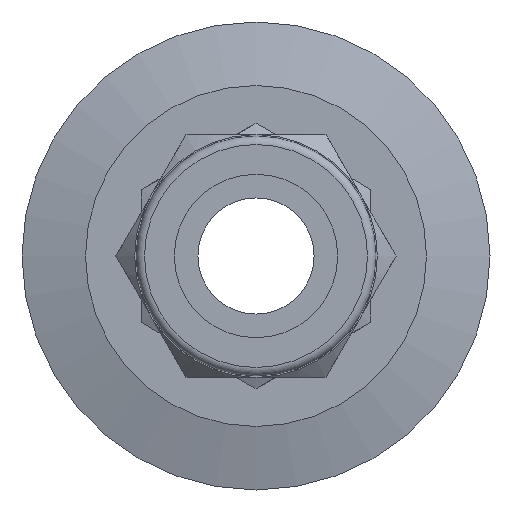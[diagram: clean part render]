
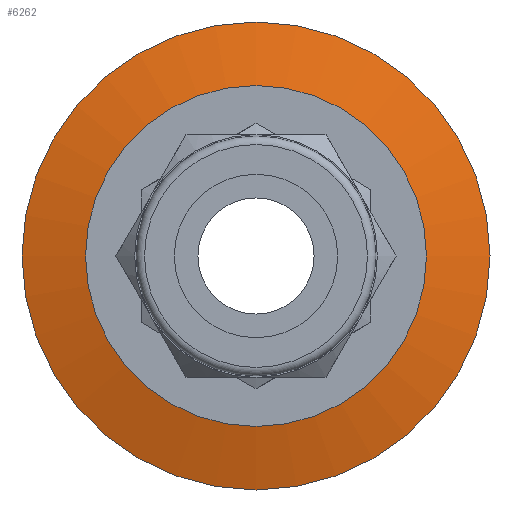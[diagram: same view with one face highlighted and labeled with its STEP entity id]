
A CAD part, left-side view. The second image highlights one B-rep face of the part: STEP entity #6262.
In plain terms, the highlighted conical face has half-angle 75 degrees and reference radius 27.5 mm.
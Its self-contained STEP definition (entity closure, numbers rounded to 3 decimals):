
#133 = CIRCLE ( 'NONE', #1214, 20.036 ) ;
#713 = CARTESIAN_POINT ( 'NONE',  ( 3.85, 0., 0. ) ) ;
#999 = ORIENTED_EDGE ( 'NONE', *, *, #7037, .F. ) ;
#1146 = ORIENTED_EDGE ( 'NONE', *, *, #2939, .T. ) ;
#1192 = CONICAL_SURFACE ( 'NONE', #4481, 27.5, 1.309 ) ;
#1214 = AXIS2_PLACEMENT_3D ( 'NONE', #5632, #1507, #5689 ) ;
#1507 = DIRECTION ( 'NONE',  ( 1., 0., 0. ) ) ;
#1655 = CARTESIAN_POINT ( 'NONE',  ( 3.85, 0., 0. ) ) ;
#2761 = CARTESIAN_POINT ( 'NONE',  ( 1.85, 0., -20.036 ) ) ;
#2939 = EDGE_CURVE ( 'NONE', #6575, #6575, #133, .T. ) ;
#3032 = DIRECTION ( 'NONE',  ( 0., 0., -1. ) ) ;
#3850 = DIRECTION ( 'NONE',  ( 1., 0., 0. ) ) ;
#4284 = VERTEX_POINT ( 'NONE', #6950 ) ;
#4481 = AXIS2_PLACEMENT_3D ( 'NONE', #713, #6282, #3032 ) ;
#4615 = AXIS2_PLACEMENT_3D ( 'NONE', #1655, #3850, #5815 ) ;
#4982 = FACE_OUTER_BOUND ( 'NONE', #7413, .T. ) ;
#5632 = CARTESIAN_POINT ( 'NONE',  ( 1.85, 0., 0. ) ) ;
#5689 = DIRECTION ( 'NONE',  ( 0., 0., -1. ) ) ;
#5815 = DIRECTION ( 'NONE',  ( 0., 0., -1. ) ) ;
#6133 = EDGE_LOOP ( 'NONE', ( #1146 ) ) ;
#6262 = ADVANCED_FACE ( 'NONE', ( #7041, #4982 ), #1192, .T. ) ;
#6282 = DIRECTION ( 'NONE',  ( 1., 0., 0. ) ) ;
#6575 = VERTEX_POINT ( 'NONE', #2761 ) ;
#6950 = CARTESIAN_POINT ( 'NONE',  ( 3.85, 0., -27.5 ) ) ;
#7037 = EDGE_CURVE ( 'NONE', #4284, #4284, #8246, .T. ) ;
#7041 = FACE_BOUND ( 'NONE', #6133, .T. ) ;
#7413 = EDGE_LOOP ( 'NONE', ( #999 ) ) ;
#8246 = CIRCLE ( 'NONE', #4615, 27.5 ) ;
